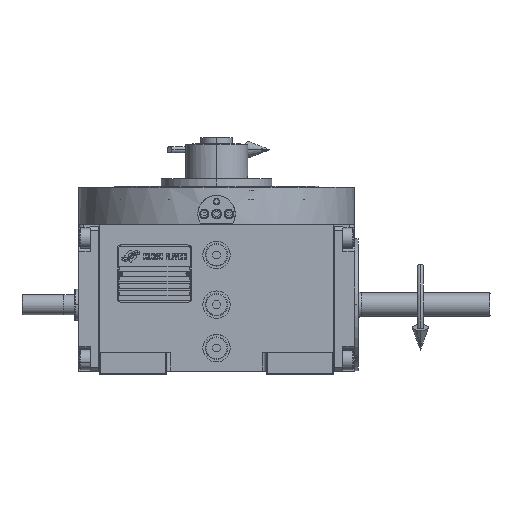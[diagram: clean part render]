
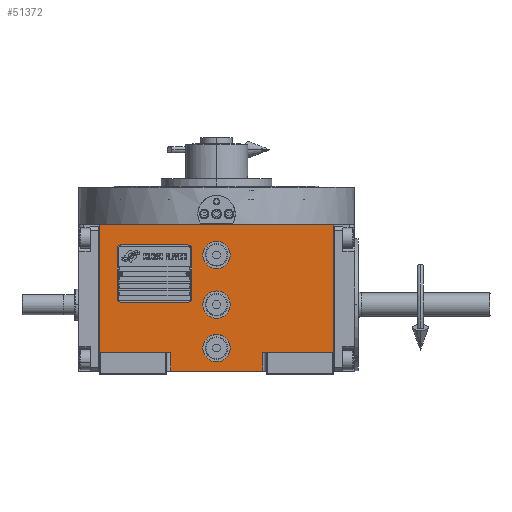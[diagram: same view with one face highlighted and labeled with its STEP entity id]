
A CAD part, top view. The second image highlights one B-rep face of the part: STEP entity #51372.
In plain terms, the highlighted planar face has unit normal (0, 0, 1).
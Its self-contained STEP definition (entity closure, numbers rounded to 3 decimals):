
#929 = DIRECTION ( 'NONE',  ( 0., 0., 1. ) ) ;
#961 = DIRECTION ( 'NONE',  ( 1., 0., 0. ) ) ;
#1806 = CARTESIAN_POINT ( 'NONE',  ( -37., -53.5, 163.5 ) ) ;
#2139 = ORIENTED_EDGE ( 'NONE', *, *, #51674, .F. ) ;
#2528 = VERTEX_POINT ( 'NONE', #1806 ) ;
#3155 = DIRECTION ( 'NONE',  ( -1., 0., 0. ) ) ;
#3634 = EDGE_LOOP ( 'NONE', ( #65471, #67829, #31893, #4415, #21553, #69284, #37210, #13081 ) ) ;
#4139 = LINE ( 'NONE', #8779, #48339 ) ;
#4415 = ORIENTED_EDGE ( 'NONE', *, *, #42300, .T. ) ;
#4922 = VECTOR ( 'NONE', #56497, 1000. ) ;
#5411 = VERTEX_POINT ( 'NONE', #38633 ) ;
#5458 = CARTESIAN_POINT ( 'NONE',  ( 0., -35., 163.5 ) ) ;
#5752 = EDGE_LOOP ( 'NONE', ( #58315, #20317 ) ) ;
#5798 = DIRECTION ( 'NONE',  ( 0., 0., 1. ) ) ;
#6069 = CARTESIAN_POINT ( 'NONE',  ( 0., -35., 163.5 ) ) ;
#7253 = DIRECTION ( 'NONE',  ( -1., 0., 0. ) ) ;
#7531 = LINE ( 'NONE', #34667, #4922 ) ;
#7810 = DIRECTION ( 'NONE',  ( 0., 0., 1. ) ) ;
#8779 = CARTESIAN_POINT ( 'NONE',  ( -94.5, -38.5, 163.5 ) ) ;
#9560 = CARTESIAN_POINT ( 'NONE',  ( 37., -38.5, 163.5 ) ) ;
#10873 = VERTEX_POINT ( 'NONE', #67351 ) ;
#11323 = FACE_BOUND ( 'NONE', #52146, .T. ) ;
#11912 = EDGE_CURVE ( 'NONE', #60763, #61192, #50636, .T. ) ;
#12166 = CIRCLE ( 'NONE', #23601, 11. ) ;
#12257 = EDGE_CURVE ( 'NONE', #2528, #46985, #14419, .T. ) ;
#12934 = CARTESIAN_POINT ( 'NONE',  ( -11., 0., 163.5 ) ) ;
#13081 = ORIENTED_EDGE ( 'NONE', *, *, #29274, .F. ) ;
#14066 = CARTESIAN_POINT ( 'NONE',  ( -11., -35., 163.5 ) ) ;
#14375 = DIRECTION ( 'NONE',  ( 1., 0., 0. ) ) ;
#14419 = LINE ( 'NONE', #41937, #39173 ) ;
#15959 = DIRECTION ( 'NONE',  ( 1., 0., 0. ) ) ;
#16653 = DIRECTION ( 'NONE',  ( 0., 1., 0. ) ) ;
#16875 = DIRECTION ( 'NONE',  ( 1., 0., 0. ) ) ;
#17358 = DIRECTION ( 'NONE',  ( 1., 0., 0. ) ) ;
#17396 = FACE_BOUND ( 'NONE', #68555, .T. ) ;
#18307 = ORIENTED_EDGE ( 'NONE', *, *, #47812, .F. ) ;
#20317 = ORIENTED_EDGE ( 'NONE', *, *, #11912, .F. ) ;
#21553 = ORIENTED_EDGE ( 'NONE', *, *, #55012, .F. ) ;
#22675 = DIRECTION ( 'NONE',  ( 0., 0., 1. ) ) ;
#23181 = DIRECTION ( 'NONE',  ( 1., 0., 0. ) ) ;
#23334 = VECTOR ( 'NONE', #61012, 1000. ) ;
#23353 = LINE ( 'NONE', #68034, #68093 ) ;
#23601 = AXIS2_PLACEMENT_3D ( 'NONE', #6069, #27831, #3155 ) ;
#24251 = EDGE_CURVE ( 'NONE', #60475, #70354, #12166, .T. ) ;
#24508 = DIRECTION ( 'NONE',  ( 1., 0., 0. ) ) ;
#26589 = CIRCLE ( 'NONE', #34595, 11. ) ;
#27831 = DIRECTION ( 'NONE',  ( 0., 0., 1. ) ) ;
#27902 = EDGE_CURVE ( 'NONE', #40148, #51157, #4139, .T. ) ;
#29026 = VECTOR ( 'NONE', #15959, 1000. ) ;
#29034 = ORIENTED_EDGE ( 'NONE', *, *, #24251, .F. ) ;
#29069 = DIRECTION ( 'NONE',  ( 0., 1., 0. ) ) ;
#29274 = EDGE_CURVE ( 'NONE', #2528, #51157, #32775, .T. ) ;
#30386 = CIRCLE ( 'NONE', #34935, 11. ) ;
#31893 = ORIENTED_EDGE ( 'NONE', *, *, #65441, .T. ) ;
#32269 = VERTEX_POINT ( 'NONE', #53296 ) ;
#32335 = AXIS2_PLACEMENT_3D ( 'NONE', #65256, #22675, #38064 ) ;
#32775 = LINE ( 'NONE', #44218, #23334 ) ;
#33093 = DIRECTION ( 'NONE',  ( 0., 0., 1. ) ) ;
#33802 = CARTESIAN_POINT ( 'NONE',  ( -94.5, -53.5, 163.5 ) ) ;
#34554 = AXIS2_PLACEMENT_3D ( 'NONE', #66321, #929, #17358 ) ;
#34595 = AXIS2_PLACEMENT_3D ( 'NONE', #45671, #7810, #23181 ) ;
#34667 = CARTESIAN_POINT ( 'NONE',  ( 37., -38.5, 163.5 ) ) ;
#34935 = AXIS2_PLACEMENT_3D ( 'NONE', #45810, #50488, #7253 ) ;
#36173 = CARTESIAN_POINT ( 'NONE',  ( -94.5, 64.5, 163.5 ) ) ;
#36311 = AXIS2_PLACEMENT_3D ( 'NONE', #5458, #5798, #16875 ) ;
#37210 = ORIENTED_EDGE ( 'NONE', *, *, #27902, .T. ) ;
#37886 = CARTESIAN_POINT ( 'NONE',  ( -94.5, -38.5, 163.5 ) ) ;
#37967 = CIRCLE ( 'NONE', #34554, 11. ) ;
#38064 = DIRECTION ( 'NONE',  ( -1., 0., 0. ) ) ;
#38633 = CARTESIAN_POINT ( 'NONE',  ( -11., 40., 163.5 ) ) ;
#39173 = VECTOR ( 'NONE', #63048, 1000. ) ;
#39557 = CARTESIAN_POINT ( 'NONE',  ( 11., 0., 163.5 ) ) ;
#40148 = VERTEX_POINT ( 'NONE', #37886 ) ;
#40231 = FACE_BOUND ( 'NONE', #5752, .T. ) ;
#41937 = CARTESIAN_POINT ( 'NONE',  ( -37., -53.5, 163.5 ) ) ;
#42027 = CIRCLE ( 'NONE', #36311, 11. ) ;
#42300 = EDGE_CURVE ( 'NONE', #63386, #64354, #69934, .T. ) ;
#42524 = EDGE_CURVE ( 'NONE', #61192, #60763, #37967, .T. ) ;
#44194 = FACE_OUTER_BOUND ( 'NONE', #3634, .T. ) ;
#44218 = CARTESIAN_POINT ( 'NONE',  ( -37., -53.5, 163.5 ) ) ;
#44545 = EDGE_CURVE ( 'NONE', #10873, #5411, #26589, .T. ) ;
#45671 = CARTESIAN_POINT ( 'NONE',  ( 0., 40., 163.5 ) ) ;
#45810 = CARTESIAN_POINT ( 'NONE',  ( 0., 40., 163.5 ) ) ;
#46668 = CARTESIAN_POINT ( 'NONE',  ( 37., -38.5, 163.5 ) ) ;
#46985 = VERTEX_POINT ( 'NONE', #67112 ) ;
#47619 = LINE ( 'NONE', #36173, #54425 ) ;
#47812 = EDGE_CURVE ( 'NONE', #5411, #10873, #30386, .T. ) ;
#48339 = VECTOR ( 'NONE', #24508, 1000. ) ;
#50488 = DIRECTION ( 'NONE',  ( 0., 0., 1. ) ) ;
#50636 = CIRCLE ( 'NONE', #32335, 11. ) ;
#51157 = VERTEX_POINT ( 'NONE', #69605 ) ;
#51339 = ORIENTED_EDGE ( 'NONE', *, *, #44545, .F. ) ;
#51372 = ADVANCED_FACE ( 'NONE', ( #40231, #11323, #17396, #44194 ), #66022, .T. ) ;
#51674 = EDGE_CURVE ( 'NONE', #70354, #60475, #42027, .T. ) ;
#52146 = EDGE_LOOP ( 'NONE', ( #2139, #29034 ) ) ;
#53296 = CARTESIAN_POINT ( 'NONE',  ( -94.5, 64.5, 163.5 ) ) ;
#53876 = LINE ( 'NONE', #9560, #29026 ) ;
#54223 = CARTESIAN_POINT ( 'NONE',  ( 94.5, 64.5, 163.5 ) ) ;
#54425 = VECTOR ( 'NONE', #14375, 1000. ) ;
#54899 = CARTESIAN_POINT ( 'NONE',  ( 94.5, -38.5, 163.5 ) ) ;
#55012 = EDGE_CURVE ( 'NONE', #32269, #64354, #47619, .T. ) ;
#56497 = DIRECTION ( 'NONE',  ( 0., -1., 0. ) ) ;
#56848 = AXIS2_PLACEMENT_3D ( 'NONE', #33802, #33093, #961 ) ;
#57683 = VERTEX_POINT ( 'NONE', #46668 ) ;
#58315 = ORIENTED_EDGE ( 'NONE', *, *, #42524, .F. ) ;
#60475 = VERTEX_POINT ( 'NONE', #14066 ) ;
#60763 = VERTEX_POINT ( 'NONE', #12934 ) ;
#61012 = DIRECTION ( 'NONE',  ( 0., 1., 0. ) ) ;
#61162 = CARTESIAN_POINT ( 'NONE',  ( 11., -35., 163.5 ) ) ;
#61192 = VERTEX_POINT ( 'NONE', #39557 ) ;
#63048 = DIRECTION ( 'NONE',  ( 1., 0., 0. ) ) ;
#63386 = VERTEX_POINT ( 'NONE', #66872 ) ;
#63657 = EDGE_CURVE ( 'NONE', #57683, #46985, #7531, .T. ) ;
#64278 = VECTOR ( 'NONE', #16653, 1000. ) ;
#64354 = VERTEX_POINT ( 'NONE', #54223 ) ;
#65256 = CARTESIAN_POINT ( 'NONE',  ( 0., 0., 163.5 ) ) ;
#65441 = EDGE_CURVE ( 'NONE', #57683, #63386, #53876, .T. ) ;
#65471 = ORIENTED_EDGE ( 'NONE', *, *, #12257, .T. ) ;
#66022 = PLANE ( 'NONE',  #56848 ) ;
#66236 = EDGE_CURVE ( 'NONE', #40148, #32269, #23353, .T. ) ;
#66321 = CARTESIAN_POINT ( 'NONE',  ( 0., 0., 163.5 ) ) ;
#66872 = CARTESIAN_POINT ( 'NONE',  ( 94.5, -38.5, 163.5 ) ) ;
#67112 = CARTESIAN_POINT ( 'NONE',  ( 37., -53.5, 163.5 ) ) ;
#67351 = CARTESIAN_POINT ( 'NONE',  ( 11., 40., 163.5 ) ) ;
#67829 = ORIENTED_EDGE ( 'NONE', *, *, #63657, .F. ) ;
#68034 = CARTESIAN_POINT ( 'NONE',  ( -94.5, -38.5, 163.5 ) ) ;
#68093 = VECTOR ( 'NONE', #29069, 1000. ) ;
#68555 = EDGE_LOOP ( 'NONE', ( #51339, #18307 ) ) ;
#69284 = ORIENTED_EDGE ( 'NONE', *, *, #66236, .F. ) ;
#69605 = CARTESIAN_POINT ( 'NONE',  ( -37., -38.5, 163.5 ) ) ;
#69934 = LINE ( 'NONE', #54899, #64278 ) ;
#70354 = VERTEX_POINT ( 'NONE', #61162 ) ;
